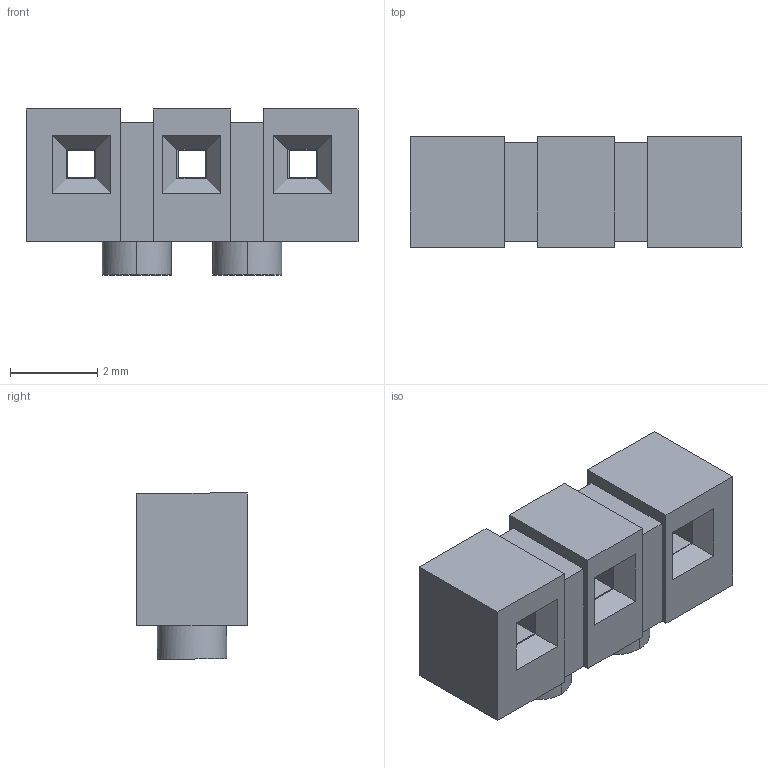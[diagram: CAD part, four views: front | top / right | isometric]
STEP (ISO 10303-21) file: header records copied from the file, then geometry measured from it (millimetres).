
FILE_DESCRIPTION(('FreeCAD Model'),'2;1');
FILE_NAME('Bloque 07.stp','2016-01-27T22:41:24',('FreeCAD'),('FreeCAD'), 'Open CASCADE STEP processor 6.8','FreeCAD','Unknown');
FILE_SCHEMA(('AUTOMOTIVE_DESIGN_CC2 { 1 2 10303 214 -1 1 5 4 }'));
Length unit declared in the file: millimetre
Products named in the file (1): Open CASCADE STEP translator 6.8 411
Bounding box: 7.62 x 2.54 x 3.81 mm (x, y, z)
Surface area: 123.6 mm2 (no closed solid volume)
Topology: 0 solids, 1 shells, 65 faces, 168 edges, 108 vertices
Faces by surface type: plane 61, bspline 4
Entity records: 4020 total; most frequent: CARTESIAN_POINT 1614, B_SPLINE_CURVE_WITH_KNOTS 488, ORIENTED_EDGE 332, PCURVE 332, DEFINITIONAL_REPRESENTATION 332, EDGE_CURVE 168, SURFACE_CURVE 168, DIRECTION 124
